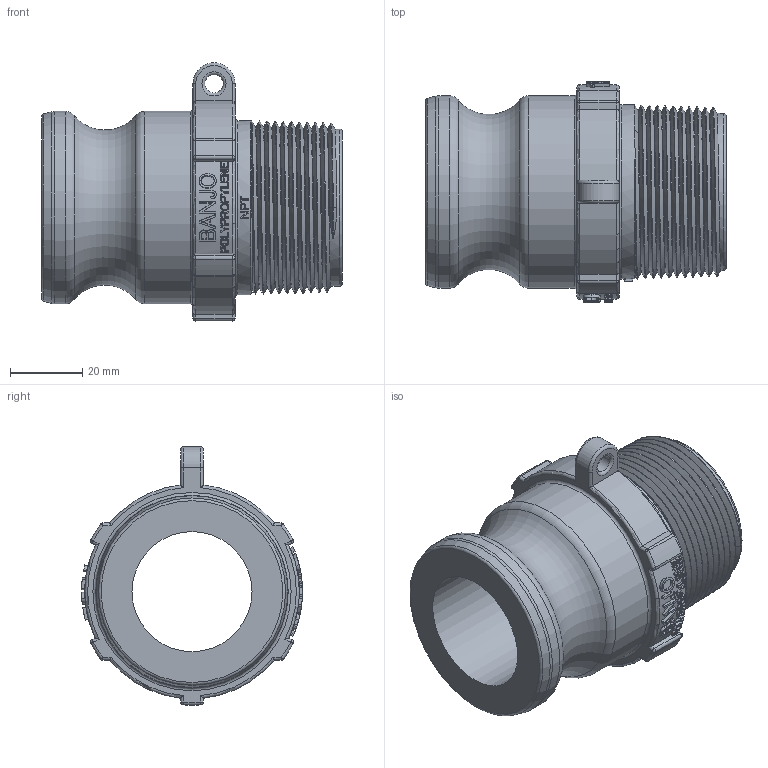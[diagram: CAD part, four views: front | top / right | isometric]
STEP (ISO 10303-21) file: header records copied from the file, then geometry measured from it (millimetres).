
FILE_DESCRIPTION(/* description */ ('1 1/2" Male Coupling X 1 1/2" Male NPT'),/* implementation_level */ '2;1');
FILE_NAME(/* name */ '150F.stp',/* time_stamp */ '2014-03-07T09:32:36-05:00',/* author */ ('DTruax'),/* organization */ (''),/* preprocessor_version */ 'ST-DEVELOPER v15.2',/* originating_system */ 'Autodesk Inventor 2014',/* authorisation */ '');
FILE_SCHEMA (('AUTOMOTIVE_DESIGN { 1 0 10303 214 3 1 1 }'));
Products named in the file (1): 150F
Bounding box: 83.31 x 61.21 x 71.62 mm (x, y, z)
Volume: 93520.8 mm3; surface area: 29073.5 mm2
Topology: 1 solids, 1 shells, 443 faces, 1104 edges, 702 vertices
Faces by surface type: plane 178, bspline 108, cylinder 89, torus 34, sphere 20, cone 14
Full cylindrical faces by diameter (mm): 5.08 x1, 33.274 x1, 48.26 x1, 53.34 x2
Entity records: 44532 total; most frequent: CARTESIAN_POINT 35162, ORIENTED_EDGE 2116, DIRECTION 1573, EDGE_CURVE 1058, VERTEX_POINT 682, AXIS2_PLACEMENT_3D 573, EDGE_LOOP 494, ADVANCED_FACE 434
